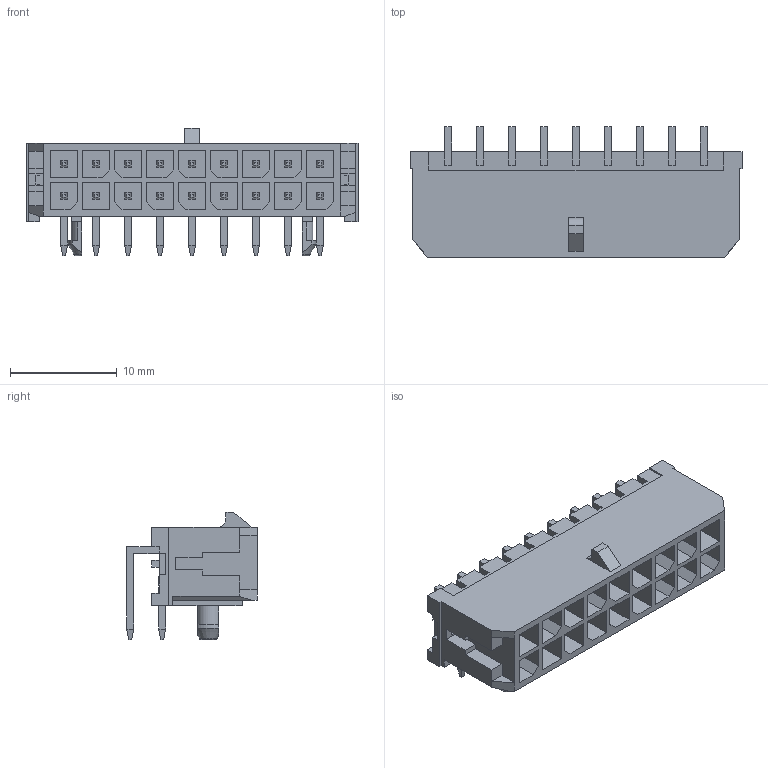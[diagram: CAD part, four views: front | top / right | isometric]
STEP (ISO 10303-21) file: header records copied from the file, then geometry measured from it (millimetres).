
FILE_DESCRIPTION(('FreeCAD Model'),'2;1');
FILE_NAME('COMPOUND_sp.step','2018-03-29T00:41:54',( 'kicad StepUp'),('ksu MCAD'),'Open CASCADE STEP processor 6.8', 'FreeCAD','Unknown');
FILE_SCHEMA(('AUTOMOTIVE_DESIGN_CC2 { 1 2 10303 214 -1 1 5 4 }'));
Length unit declared in the file: millimetre
Products named in the file (1): COMPOUND_sp
Bounding box: 31.15 x 12.24 x 11.95 mm (x, y, z)
Volume: 1267 mm3; surface area: 3048.8 mm2
Topology: 1 solids, 1 shells, 779 faces, 1973 edges, 1279 vertices
Faces by surface type: plane 770, cylinder 5, cone 2, torus 2
Entity records: 22900 total; most frequent: CARTESIAN_POINT 4132, ORIENTED_EDGE 3860, DIRECTION 3577, EDGE_CURVE 1930, LINE 1905, VECTOR 1905, VERTEX_POINT 1193, AXIS2_PLACEMENT_3D 836
